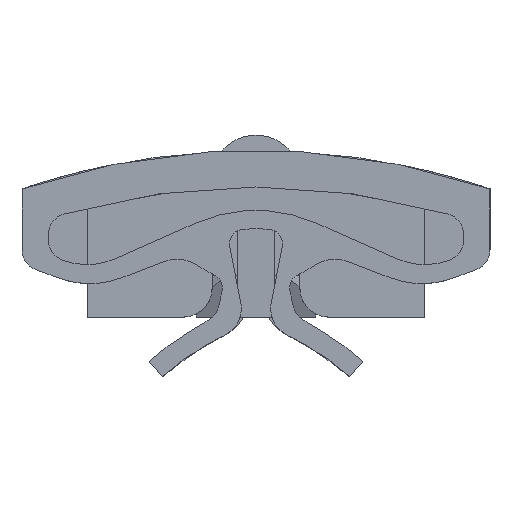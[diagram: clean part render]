
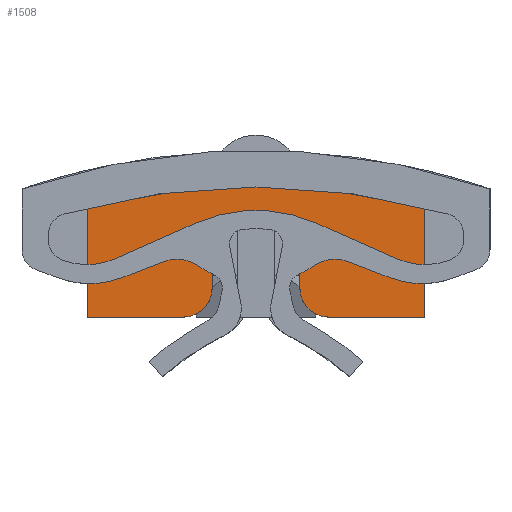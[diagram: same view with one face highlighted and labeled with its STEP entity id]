
A CAD part, left-side view. The second image highlights one B-rep face of the part: STEP entity #1508.
In plain terms, the highlighted planar face has unit normal (-1, 0, 0).
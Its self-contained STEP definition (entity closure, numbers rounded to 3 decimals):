
#1274=CARTESIAN_POINT('',(-56.5,3.,-5.5));
#1275=VERTEX_POINT('',#1274);
#1276=CARTESIAN_POINT('',(-56.5,-3.,-5.5));
#1277=VERTEX_POINT('',#1276);
#1278=CARTESIAN_POINT('',(-56.5,-0.,-5.5));
#1279=DIRECTION('',(1.,-0.,0.));
#1280=DIRECTION('',(0.,1.,-0.));
#1281=AXIS2_PLACEMENT_3D('',#1278,#1279,#1280);
#1282=CIRCLE('',#1281,3.);
#1283=EDGE_CURVE('',#1275,#1277,#1282,.T.);
#1316=CARTESIAN_POINT('',(-56.5,-3.,-7.4));
#1317=VERTEX_POINT('',#1316);
#1318=CARTESIAN_POINT('',(-56.5,-3.,12337.55));
#1319=DIRECTION('',(0.,0.,-1.));
#1320=VECTOR('',#1319,24690.);
#1321=LINE('',#1318,#1320);
#1322=EDGE_CURVE('',#1277,#1317,#1321,.T.);
#1347=CARTESIAN_POINT('',(-56.5,-5.,-9.4));
#1348=VERTEX_POINT('',#1347);
#1349=CARTESIAN_POINT('',(-56.5,-5.,-7.4));
#1350=DIRECTION('',(-1.,-0.,-0.));
#1351=DIRECTION('',(-0.,1.,0.));
#1352=AXIS2_PLACEMENT_3D('',#1349,#1350,#1351);
#1353=CIRCLE('',#1352,2.);
#1354=EDGE_CURVE('',#1317,#1348,#1353,.T.);
#1389=CARTESIAN_POINT('',(-56.5,5.,-9.4));
#1390=VERTEX_POINT('',#1389);
#1391=CARTESIAN_POINT('',(-56.5,3.,-7.4));
#1392=VERTEX_POINT('',#1391);
#1393=CARTESIAN_POINT('',(-56.5,5.,-7.4));
#1394=DIRECTION('',(-1.,-0.,-0.));
#1395=DIRECTION('',(0.,-0.,-1.));
#1396=AXIS2_PLACEMENT_3D('',#1393,#1394,#1395);
#1397=CIRCLE('',#1396,2.);
#1398=EDGE_CURVE('',#1390,#1392,#1397,.T.);
#1440=CARTESIAN_POINT('',(-56.5,3.,-12353.4));
#1441=DIRECTION('',(0.,0.,1.));
#1442=VECTOR('',#1441,24690.);
#1443=LINE('',#1440,#1442);
#1444=EDGE_CURVE('',#1392,#1275,#1443,.T.);
#1457=CARTESIAN_POINT('',(-56.5,11.55,-9.4));
#1458=DIRECTION('',(-1.,0.,0.));
#1459=DIRECTION('',(0.,0.,-1.));
#1460=AXIS2_PLACEMENT_3D('',#1457,#1458,#1459);
#1461=PLANE('',#1460);
#1462=ORIENTED_EDGE('',*,*,#1398,.T.);
#1463=ORIENTED_EDGE('',*,*,#1444,.T.);
#1464=ORIENTED_EDGE('',*,*,#1283,.T.);
#1465=ORIENTED_EDGE('',*,*,#1322,.T.);
#1466=ORIENTED_EDGE('',*,*,#1354,.T.);
#1467=CARTESIAN_POINT('',(-56.5,-11.55,-9.4));
#1468=VERTEX_POINT('',#1467);
#1469=CARTESIAN_POINT('',(-56.5,12345.,-9.4));
#1470=DIRECTION('',(0.,-1.,0.));
#1471=VECTOR('',#1470,24690.);
#1472=LINE('',#1469,#1471);
#1473=EDGE_CURVE('',#1348,#1468,#1472,.T.);
#1474=ORIENTED_EDGE('',*,*,#1473,.T.);
#1475=CARTESIAN_POINT('',(-56.5,-11.55,-1.926));
#1476=VERTEX_POINT('',#1475);
#1477=CARTESIAN_POINT('',(-56.5,-11.55,-12339.7));
#1478=DIRECTION('',(-0.,-0.,1.));
#1479=VECTOR('',#1478,24690.);
#1480=LINE('',#1477,#1479);
#1481=EDGE_CURVE('',#1468,#1476,#1480,.T.);
#1482=ORIENTED_EDGE('',*,*,#1481,.T.);
#1483=CARTESIAN_POINT('',(-56.5,11.55,-1.926));
#1484=VERTEX_POINT('',#1483);
#1485=CARTESIAN_POINT('',(-56.5,0.,-48.));
#1486=DIRECTION('',(1.,-0.,-0.));
#1487=DIRECTION('',(0.,0.276,0.961));
#1488=AXIS2_PLACEMENT_3D('',#1485,#1486,#1487);
#1489=CIRCLE('',#1488,47.5);
#1490=EDGE_CURVE('',#1484,#1476,#1489,.T.);
#1491=ORIENTED_EDGE('',*,*,#1490,.F.);
#1492=CARTESIAN_POINT('',(-56.5,11.55,-9.4));
#1493=VERTEX_POINT('',#1492);
#1494=CARTESIAN_POINT('',(-56.5,11.55,-12339.7));
#1495=DIRECTION('',(0.,0.,1.));
#1496=VECTOR('',#1495,24690.);
#1497=LINE('',#1494,#1496);
#1498=EDGE_CURVE('',#1493,#1484,#1497,.T.);
#1499=ORIENTED_EDGE('',*,*,#1498,.F.);
#1500=CARTESIAN_POINT('',(-56.5,12345.,-9.4));
#1501=DIRECTION('',(0.,-1.,0.));
#1502=VECTOR('',#1501,24690.);
#1503=LINE('',#1500,#1502);
#1504=EDGE_CURVE('',#1493,#1390,#1503,.T.);
#1505=ORIENTED_EDGE('',*,*,#1504,.T.);
#1506=EDGE_LOOP('',(#1462,#1463,#1464,#1465,#1466,#1474,#1482,#1491,#1499,#1505));
#1507=FACE_BOUND('',#1506,.T.);
#1508=ADVANCED_FACE('',(#1507),#1461,.T.);
